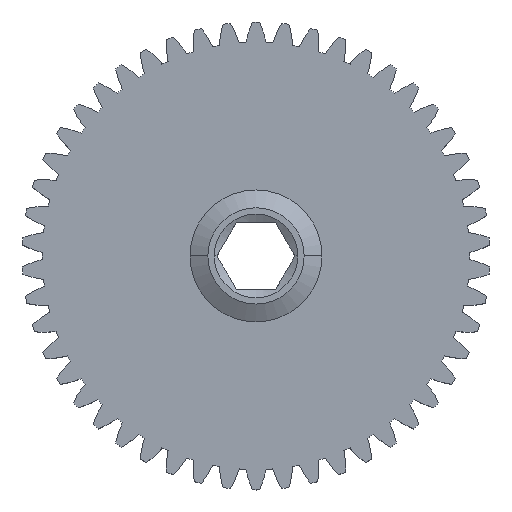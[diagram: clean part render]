
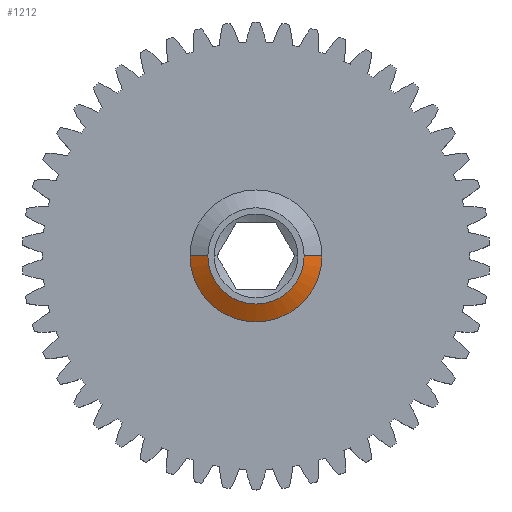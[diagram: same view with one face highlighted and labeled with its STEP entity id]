
A CAD part, top view. The second image highlights one B-rep face of the part: STEP entity #1212.
In plain terms, the highlighted conical face has half-angle 60.945 degrees and reference radius 9.309 mm.
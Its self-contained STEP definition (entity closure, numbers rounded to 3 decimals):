
#100 = ORIENTED_EDGE ( 'NONE', *, *, #1077, .F. ) ;
#568 = DIRECTION ( 'NONE',  ( 0., 0., -1. ) ) ;
#582 = VERTEX_POINT ( 'NONE', #2443 ) ;
#599 = CIRCLE ( 'NONE', #4837, 9.309 ) ;
#1077 = EDGE_CURVE ( 'NONE', #4074, #4660, #4777, .T. ) ;
#1115 = EDGE_CURVE ( 'NONE', #2300, #582, #2908, .T. ) ;
#1212 = ADVANCED_FACE ( 'N', ( #5417 ), #5859, .T. ) ;
#1580 = DIRECTION ( 'NONE',  ( -0.874, 0., -0.486 ) ) ;
#1699 = EDGE_CURVE ( 'NONE', #4074, #2300, #2900, .T. ) ;
#1866 = DIRECTION ( 'NONE',  ( 0., 0., -1. ) ) ;
#2015 = EDGE_CURVE ( 'NONE', #582, #4660, #599, .T. ) ;
#2300 = VERTEX_POINT ( 'NONE', #3628 ) ;
#2443 = CARTESIAN_POINT ( 'NONE',  ( -9.309, 0., 8.763 ) ) ;
#2646 = DIRECTION ( 'NONE',  ( 0., 0., 1. ) ) ;
#2674 = DIRECTION ( 'NONE',  ( -1., 0., 0. ) ) ;
#2726 = VECTOR ( 'NONE', #1580, 1000. ) ;
#2900 = CIRCLE ( 'NONE', #5142, 6.795 ) ;
#2908 = LINE ( 'NONE', #5013, #2726 ) ;
#2991 = CARTESIAN_POINT ( 'NONE',  ( 0., 0., 10.16 ) ) ;
#3353 = DIRECTION ( 'NONE',  ( 0.874, 0., -0.486 ) ) ;
#3628 = CARTESIAN_POINT ( 'NONE',  ( -6.795, 0., 10.16 ) ) ;
#3908 = ORIENTED_EDGE ( 'NONE', *, *, #2015, .T. ) ;
#3921 = CARTESIAN_POINT ( 'NONE',  ( 9.309, 0., 8.763 ) ) ;
#4035 = DIRECTION ( 'NONE',  ( -1., 0., 0. ) ) ;
#4074 = VERTEX_POINT ( 'NONE', #7370 ) ;
#4257 = ORIENTED_EDGE ( 'NONE', *, *, #1699, .T. ) ;
#4660 = VERTEX_POINT ( 'NONE', #3921 ) ;
#4777 = LINE ( 'NONE', #5549, #4945 ) ;
#4837 = AXIS2_PLACEMENT_3D ( 'NONE', #5621, #2646, #2674 ) ;
#4945 = VECTOR ( 'NONE', #3353, 1000. ) ;
#5013 = CARTESIAN_POINT ( 'NONE',  ( -9.309, 0., 8.763 ) ) ;
#5097 = ORIENTED_EDGE ( 'NONE', *, *, #1115, .T. ) ;
#5142 = AXIS2_PLACEMENT_3D ( 'NONE', #2991, #1866, #7068 ) ;
#5208 = EDGE_LOOP ( 'NONE', ( #100, #4257, #5097, #3908 ) ) ;
#5417 = FACE_OUTER_BOUND ( 'NONE', #5208, .T. ) ;
#5549 = CARTESIAN_POINT ( 'NONE',  ( 9.309, 0., 8.763 ) ) ;
#5621 = CARTESIAN_POINT ( 'NONE',  ( 0., 0., 8.763 ) ) ;
#5859 = CONICAL_SURFACE ( 'NONE', #6570, 9.309, 1.064 ) ;
#6570 = AXIS2_PLACEMENT_3D ( 'NONE', #7509, #568, #4035 ) ;
#7068 = DIRECTION ( 'NONE',  ( -1., 0., 0. ) ) ;
#7370 = CARTESIAN_POINT ( 'NONE',  ( 6.795, 0., 10.16 ) ) ;
#7509 = CARTESIAN_POINT ( 'NONE',  ( 0., 0., 8.763 ) ) ;
